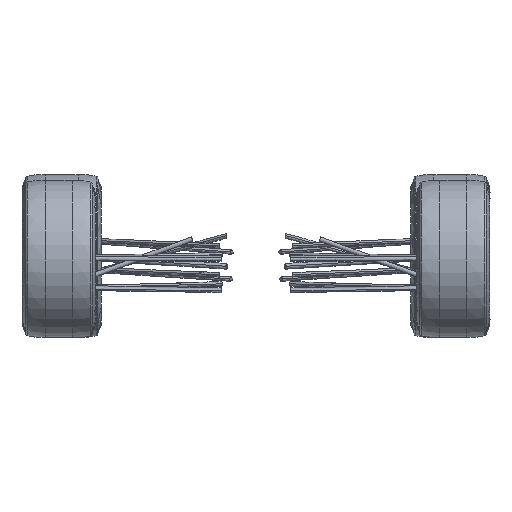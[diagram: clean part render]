
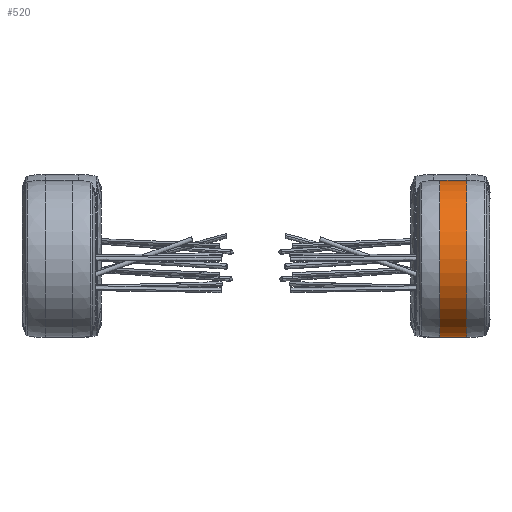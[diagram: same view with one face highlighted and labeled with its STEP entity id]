
A CAD part, left-side view. The second image highlights one B-rep face of the part: STEP entity #520.
In plain terms, the highlighted cylindrical face has radius 337.5 mm (diameter 675 mm), a partial arc.
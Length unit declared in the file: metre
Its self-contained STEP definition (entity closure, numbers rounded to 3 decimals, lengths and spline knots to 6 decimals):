
#520=ADVANCED_FACE('',(#1078),#1079,.T.);
#1078=FACE_OUTER_BOUND('',#1732,.T.);
#1079=CYLINDRICAL_SURFACE('',#1733,0.3375);
#1732=EDGE_LOOP('',(#6970,#6971,#6972,#6973));
#1733=AXIS2_PLACEMENT_3D('',#6974,#6975,#6976);
#6970=ORIENTED_EDGE('',*,*,#8095,.F.);
#6971=ORIENTED_EDGE('',*,*,#8096,.F.);
#6972=ORIENTED_EDGE('',*,*,#8097,.F.);
#6973=ORIENTED_EDGE('',*,*,#8080,.F.);
#6974=CARTESIAN_POINT('',(0.0,-0.956358,0.2875));
#6975=DIRECTION('',(0.0,1.0,-0.0));
#6976=DIRECTION('',(0.0,0.0,1.0));
#8080=EDGE_CURVE('',#8704,#8700,#8706,.T.);
#8095=EDGE_CURVE('',#8686,#8704,#8729,.T.);
#8096=EDGE_CURVE('0:331',#8682,#8686,#8730,.T.);
#8097=EDGE_CURVE('',#8700,#8682,#8731,.T.);
#8682=VERTEX_POINT('',#9556);
#8686=VERTEX_POINT('',#9563);
#8700=VERTEX_POINT('',#9596);
#8704=VERTEX_POINT('',#9603);
#8706=CIRCLE('',#9608,0.3375);
#8729=LINE('',#9649,#9650);
#8730=CIRCLE('',#9651,0.3375);
#8731=LINE('',#9652,#9653);
#9556=CARTESIAN_POINT('',(0.0,-0.79,-0.05));
#9563=CARTESIAN_POINT('',(0.,-0.79,0.625));
#9596=CARTESIAN_POINT('',(0.0,-0.905,-0.05));
#9603=CARTESIAN_POINT('',(0.,-0.905,0.625));
#9608=AXIS2_PLACEMENT_3D('',#13209,#13210,#13211);
#9649=CARTESIAN_POINT('',(0.,-0.8475,0.625));
#9650=VECTOR('',#13232,1.0);
#9651=AXIS2_PLACEMENT_3D('',#13233,#13234,#13235);
#9652=CARTESIAN_POINT('',(0.,-0.8475,-0.05));
#9653=VECTOR('',#13236,1.0);
#13209=CARTESIAN_POINT('',(0.0,-0.905,0.2875));
#13210=DIRECTION('',(0.0,-1.0,0.0));
#13211=DIRECTION('',(0.0,0.0,-1.0));
#13232=DIRECTION('',(-0.0,-1.0,0.0));
#13233=CARTESIAN_POINT('',(0.0,-0.79,0.2875));
#13234=DIRECTION('',(0.0,1.0,0.0));
#13235=DIRECTION('',(0.0,0.0,-1.0));
#13236=DIRECTION('',(0.0,1.0,0.0));
